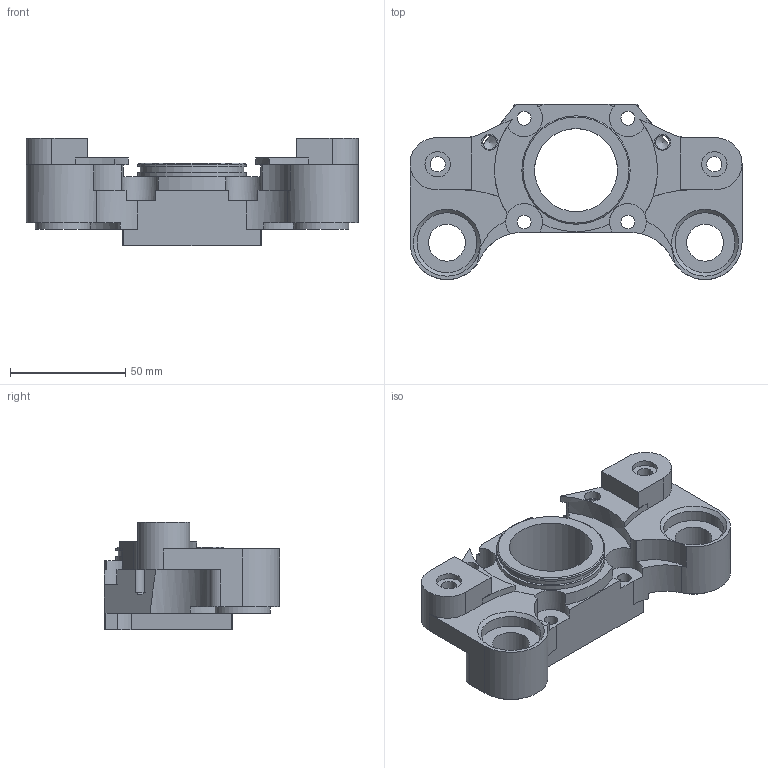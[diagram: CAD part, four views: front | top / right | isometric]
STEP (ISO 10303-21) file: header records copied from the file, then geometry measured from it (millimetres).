
FILE_DESCRIPTION(/* description */ (''),/* implementation_level */ '2;1');
FILE_NAME(/* name */ 'SOS_A738_-_CORPO_PINZA_IDRAUL_1.stp',/* time_stamp */ '2016-06-02T11:31:54+02:00',/* author */ (''),/* organization */ (''),/* preprocessor_version */ 'ST-DEVELOPER v16.5',/* originating_system */ 'Autodesk Translation Framework v5.0.0.3310',/* authorisation */ '');
FILE_SCHEMA (('AUTOMOTIVE_DESIGN { 1 0 10303 214 3 1 1 }'));
Length unit declared in the file: centimetre
Products named in the file (1): SOS_A738_-_CORPO_PINZA_IDRAUL_1
Bounding box: 144 x 75.99 x 46.5 mm (x, y, z)
Volume: 149405.2 mm3; surface area: 39618.9 mm2
Topology: 1 solids, 1 shells, 122 faces, 331 edges, 218 vertices
Faces by surface type: plane 66, cylinder 49, cone 7
Full cylindrical faces by diameter (mm): 6 x6, 6.65 x2, 7 x2, 11 x2, 16 x2, 24 x2, 26 x2, 36 x1, 45 x1, 47 x2
Entity records: 3748 total; most frequent: DIRECTION 674, CARTESIAN_POINT 637, ORIENTED_EDGE 590, EDGE_CURVE 295, AXIS2_PLACEMENT_3D 258, VERTEX_POINT 211, EDGE_LOOP 180, LINE 158
